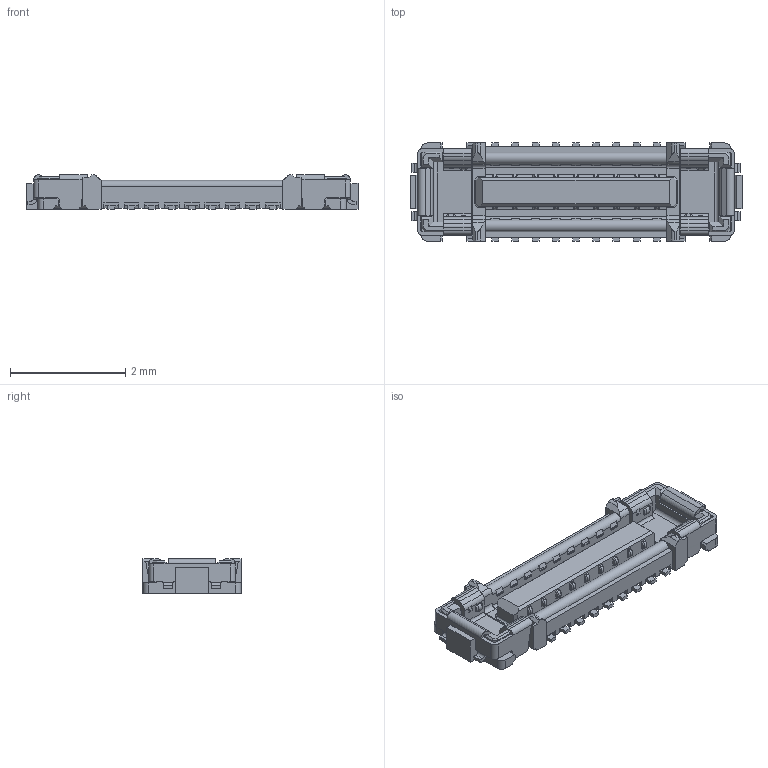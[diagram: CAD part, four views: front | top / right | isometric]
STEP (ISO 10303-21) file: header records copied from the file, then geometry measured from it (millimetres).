
FILE_DESCRIPTION(('Creo Elements/Direct Modeling STEP Export'),'2;1');
FILE_NAME('BM28-18DS.stp','2019-12-09T14:38:23',(''),(''),'Creo Elements/Direct Modeling STEP processor for AP214 (Solid Model)','Creo Elements/Direct Modeling 19.0F 14-Feb-2017 (C) Parametric Technology GmbH','');
FILE_SCHEMA(('AUTOMOTIVE_DESIGN { 1 0 10303 214 1 1 1 1 }'));
Length unit declared in the file: millimetre
Products named in the file (2): BM28B06-18DS2-0_35V
Assembly tree (1 placements, depth 2):
  BM28B06-18DS2-0_35V
    BM28B06-18DS2-0_35V
Bounding box: 5.75 x 1.7 x 0.6 mm (x, y, z)
Volume: 3.1 mm3; surface area: 38.6 mm2
Topology: 1 solids, 1 shells, 1072 faces, 3059 edges, 1977 vertices
Faces by surface type: plane 858, cylinder 170, cone 44
Entity records: 34738 total; most frequent: CARTESIAN_POINT 6365, ORIENTED_EDGE 6118, DIRECTION 5606, EDGE_CURVE 3059, VECTOR 2558, LINE 2558, VERTEX_POINT 1977, AXIS2_PLACEMENT_3D 1524
